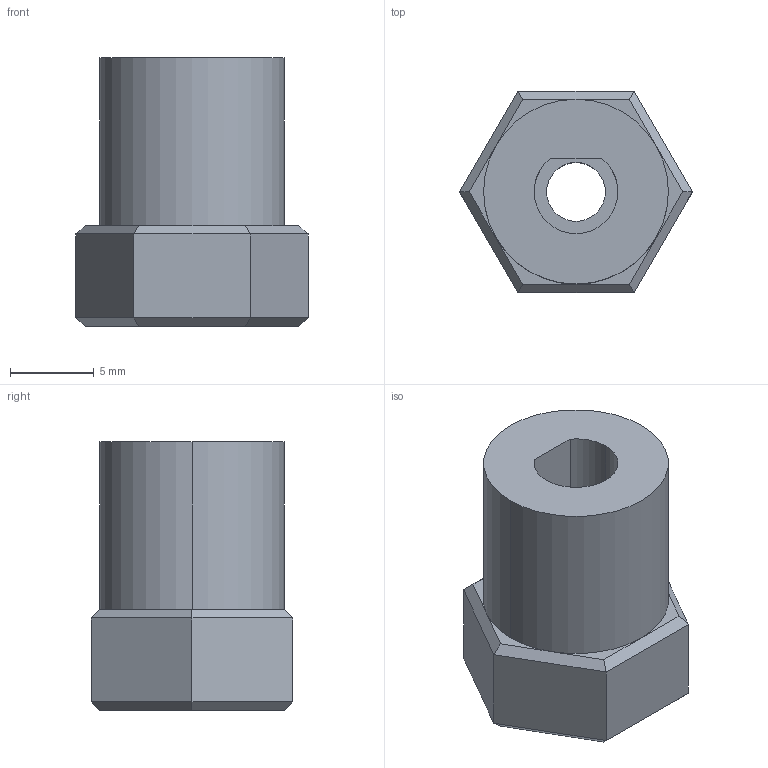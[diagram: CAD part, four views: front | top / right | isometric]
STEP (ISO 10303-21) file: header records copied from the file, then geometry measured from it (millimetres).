
FILE_DESCRIPTION (( 'STEP AP203' ), '1' );
FILE_NAME ('联轴器.STEP', '2025-01-08T08:27:31', ( '微软用户' ), ( '微软中国' ), 'SwSTEP 2.0', 'SolidWorks 2024', '' );
FILE_SCHEMA (( 'CONFIG_CONTROL_DESIGN' ));
Length unit declared in the file: millimetre
Products named in the file (1): 联轴器
Bounding box: 13.86 x 12 x 16 mm (x, y, z)
Volume: 1444.6 mm3; surface area: 1021 mm2
Topology: 1 solids, 1 shells, 35 faces, 78 edges, 46 vertices
Faces by surface type: plane 28, cylinder 7
Entity records: 1029 total; most frequent: DIRECTION 170, CARTESIAN_POINT 160, ORIENTED_EDGE 156, EDGE_CURVE 78, LINE 58, VECTOR 58, AXIS2_PLACEMENT_3D 56, VERTEX_POINT 46
